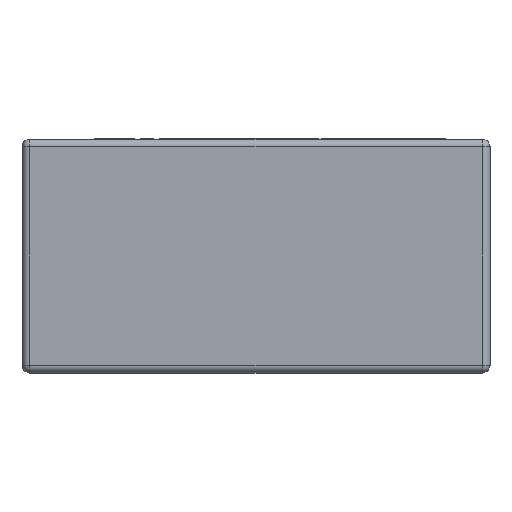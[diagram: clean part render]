
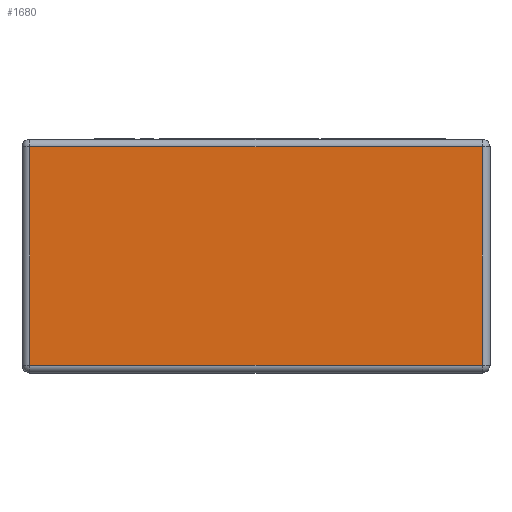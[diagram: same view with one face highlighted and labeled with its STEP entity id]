
A CAD part, left-side view. The second image highlights one B-rep face of the part: STEP entity #1680.
In plain terms, the highlighted planar face has unit normal (-1, 0, 0).
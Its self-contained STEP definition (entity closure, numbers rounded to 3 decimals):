
#54 = CARTESIAN_POINT ( 'NONE',  ( -0.3, -0.15, 0.145 ) ) ;
#269 = LINE ( 'NONE', #54, #1327 ) ;
#455 = CARTESIAN_POINT ( 'NONE',  ( -0.3, -0.145, 0.145 ) ) ;
#511 = DIRECTION ( 'NONE',  ( 0., 1., 0. ) ) ;
#736 = EDGE_LOOP ( 'NONE', ( #3137, #3083, #876, #2133 ) ) ;
#876 = ORIENTED_EDGE ( 'NONE', *, *, #1969, .T. ) ;
#891 = CARTESIAN_POINT ( 'NONE',  ( -0.3, 0.145, 0.145 ) ) ;
#1070 = VECTOR ( 'NONE', #4081, 1000. ) ;
#1219 = FACE_OUTER_BOUND ( 'NONE', #736, .T. ) ;
#1316 = CARTESIAN_POINT ( 'NONE',  ( -0.3, -0.15, 0.15 ) ) ;
#1317 = VERTEX_POINT ( 'NONE', #5107 ) ;
#1327 = VECTOR ( 'NONE', #511, 1000. ) ;
#1597 = VECTOR ( 'NONE', #3028, 1000. ) ;
#1670 = CARTESIAN_POINT ( 'NONE',  ( -0.3, 0.145, 0.15 ) ) ;
#1680 = ADVANCED_FACE ( 'NONE', ( #1219 ), #4902, .F. ) ;
#1773 = DIRECTION ( 'NONE',  ( 0., 0., -1. ) ) ;
#1874 = EDGE_CURVE ( 'NONE', #1317, #1878, #3493, .T. ) ;
#1878 = VERTEX_POINT ( 'NONE', #455 ) ;
#1969 = EDGE_CURVE ( 'NONE', #2547, #1317, #4401, .T. ) ;
#2002 = VECTOR ( 'NONE', #4998, 1000. ) ;
#2133 = ORIENTED_EDGE ( 'NONE', *, *, #1874, .T. ) ;
#2297 = CARTESIAN_POINT ( 'NONE',  ( -0.3, -0.15, 0.005 ) ) ;
#2547 = VERTEX_POINT ( 'NONE', #2570 ) ;
#2570 = CARTESIAN_POINT ( 'NONE',  ( -0.3, 0.145, 0.005 ) ) ;
#3028 = DIRECTION ( 'NONE',  ( 0., 0., -1. ) ) ;
#3083 = ORIENTED_EDGE ( 'NONE', *, *, #5005, .T. ) ;
#3137 = ORIENTED_EDGE ( 'NONE', *, *, #4661, .T. ) ;
#3148 = CARTESIAN_POINT ( 'NONE',  ( -0.3, -0.145, 0.15 ) ) ;
#3493 = LINE ( 'NONE', #3148, #1070 ) ;
#4081 = DIRECTION ( 'NONE',  ( 0., 0., 1. ) ) ;
#4136 = LINE ( 'NONE', #1670, #1597 ) ;
#4401 = LINE ( 'NONE', #2297, #2002 ) ;
#4474 = DIRECTION ( 'NONE',  ( 1., 0., 0. ) ) ;
#4661 = EDGE_CURVE ( 'NONE', #1878, #5177, #269, .T. ) ;
#4902 = PLANE ( 'NONE',  #4988 ) ;
#4988 = AXIS2_PLACEMENT_3D ( 'NONE', #1316, #4474, #1773 ) ;
#4998 = DIRECTION ( 'NONE',  ( 0., -1., 0. ) ) ;
#5005 = EDGE_CURVE ( 'NONE', #5177, #2547, #4136, .T. ) ;
#5107 = CARTESIAN_POINT ( 'NONE',  ( -0.3, -0.145, 0.005 ) ) ;
#5177 = VERTEX_POINT ( 'NONE', #891 ) ;
